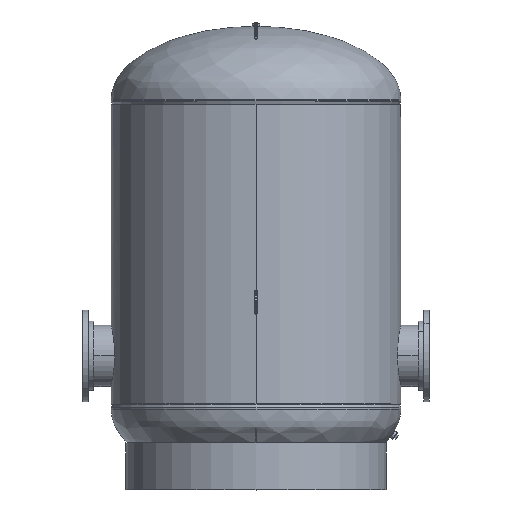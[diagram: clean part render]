
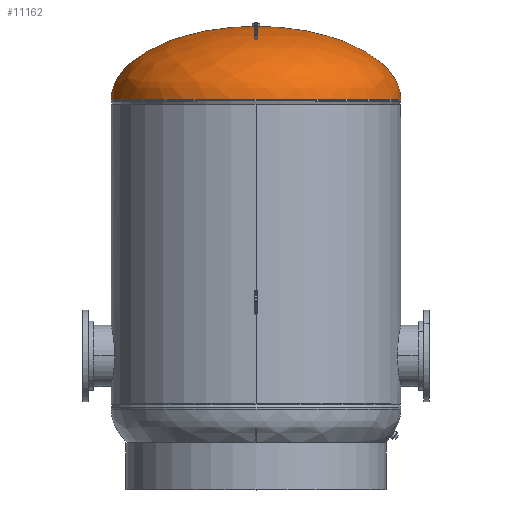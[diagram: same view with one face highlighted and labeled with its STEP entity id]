
A CAD part, top view. The second image highlights one B-rep face of the part: STEP entity #11162.
In plain terms, the highlighted free-form (B-spline) face has degree [3, 3] with [4, 4] control points.
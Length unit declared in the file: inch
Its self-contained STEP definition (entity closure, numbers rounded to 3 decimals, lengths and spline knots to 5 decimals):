
#183 = CARTESIAN_POINT ( 'NONE',  ( 17.90589, 16.06479, 0. ) ) ;
#280 = DIRECTION ( 'NONE',  ( 1., 0., 0. ) ) ;
#382 = CARTESIAN_POINT ( 'NONE',  ( -0.625, 16.24671, 0. ) ) ;
#639 = DIRECTION ( 'NONE',  ( 1., 0., 0. ) ) ;
#977 = ORIENTED_EDGE ( 'NONE', *, *, #2399, .F. ) ;
#1234 = CARTESIAN_POINT ( 'NONE',  ( 17.90589, 16.06479, 0. ) ) ;
#1430 = CARTESIAN_POINT ( 'NONE',  ( 30., 1.09375, 0. ) ) ;
#1688 = CARTESIAN_POINT ( 'NONE',  ( 0., 16.24671, 0. ) ) ;
#1833 = CARTESIAN_POINT ( 'NONE',  ( 0.625, 16.24671, 0. ) ) ;
#1849 = CIRCLE ( 'NONE', #10721, 0.625 ) ;
#2399 = EDGE_CURVE ( 'NONE', #8309, #11986, #4582, .T. ) ;
#2417 = CARTESIAN_POINT ( 'NONE',  ( 17.90589, 16.06479, 35.81179 ) ) ;
#2629 = EDGE_CURVE ( 'NONE', #7418, #3414, #6295, .T. ) ;
#3297 = CIRCLE ( 'NONE', #4351, 30. ) ;
#3414 = VERTEX_POINT ( 'NONE', #8606 ) ;
#3931 = DIRECTION ( 'NONE',  ( 0., 1., 0. ) ) ;
#4351 = AXIS2_PLACEMENT_3D ( 'NONE', #5307, #9351, #280 ) ;
#4398 = CARTESIAN_POINT ( 'NONE',  ( -17.90589, 16.06479, 0. ) ) ;
#4569 = CARTESIAN_POINT ( 'NONE',  ( -30., 9.8261, 0. ) ) ;
#4582 =( BOUNDED_CURVE ( )  B_SPLINE_CURVE ( 3, ( #5196, #183, #6926, #10971 ),
 .UNSPECIFIED., .F., .T. ) 
 B_SPLINE_CURVE_WITH_KNOTS ( ( 4, 4 ),
 ( 4.73322, 6.28319 ),
 .UNSPECIFIED. ) 
 CURVE ( )  GEOMETRIC_REPRESENTATION_ITEM ( )  RATIONAL_B_SPLINE_CURVE ( ( 1., 0.81, 0.81, 1. ) ) 
 REPRESENTATION_ITEM ( '' )  );
#5196 = CARTESIAN_POINT ( 'NONE',  ( 0.625, 16.24671, 0. ) ) ;
#5241 = EDGE_CURVE ( 'NONE', #11986, #3414, #3297, .T. ) ;
#5270 = CARTESIAN_POINT ( 'NONE',  ( 30., 9.8261, 60. ) ) ;
#5307 = CARTESIAN_POINT ( 'NONE',  ( 0., 1.09375, 0. ) ) ;
#5330 = CARTESIAN_POINT ( 'NONE',  ( 0.625, 16.24671, 0. ) ) ;
#5467 = CARTESIAN_POINT ( 'NONE',  ( -30., 1.09375, 60. ) ) ;
#6295 =( BOUNDED_CURVE ( )  B_SPLINE_CURVE ( 3, ( #382, #8312, #4569, #7315 ),
 .UNSPECIFIED., .F., .T. ) 
 B_SPLINE_CURVE_WITH_KNOTS ( ( 4, 4 ),
 ( 4.73322, 6.28319 ),
 .UNSPECIFIED. ) 
 CURVE ( )  GEOMETRIC_REPRESENTATION_ITEM ( )  RATIONAL_B_SPLINE_CURVE ( ( 1., 0.81, 0.81, 1. ) ) 
 REPRESENTATION_ITEM ( '' )  );
#6398 = ORIENTED_EDGE ( 'NONE', *, *, #2629, .T. ) ;
#6528 = CARTESIAN_POINT ( 'NONE',  ( 30., 1.09375, 60. ) ) ;
#6706 = CIRCLE ( 'NONE', #12826, 0.625 ) ;
#6843 = DIRECTION ( 'NONE',  ( 0., 1., 0. ) ) ;
#6926 = CARTESIAN_POINT ( 'NONE',  ( 30., 9.8261, 0. ) ) ;
#7029 = EDGE_CURVE ( 'NONE', #7418, #9748, #1849, .T. ) ;
#7066 = EDGE_CURVE ( 'NONE', #9748, #8309, #6706, .T. ) ;
#7315 = CARTESIAN_POINT ( 'NONE',  ( -30., 1.09375, 0. ) ) ;
#7318 = CARTESIAN_POINT ( 'NONE',  ( -0.625, 16.24671, 1.25 ) ) ;
#7418 = VERTEX_POINT ( 'NONE', #11163 ) ;
#7634 = ORIENTED_EDGE ( 'NONE', *, *, #7066, .F. ) ;
#7775 = DIRECTION ( 'NONE',  ( 1., 0., 0. ) ) ;
#8238 =( BOUNDED_SURFACE ( )  B_SPLINE_SURFACE ( 3, 3, ( 
 ( #5330, #8450, #7318, #11493 ),
 ( #1234, #2417, #11298, #4398 ),
 ( #11554, #5270, #8379, #10423 ),
 ( #1430, #6528, #5467, #9374 ) ),
 .UNSPECIFIED., .F., .F., .F. ) 
 B_SPLINE_SURFACE_WITH_KNOTS ( ( 4, 4 ),
 ( 4, 4 ),
 ( 0., 1. ),
 ( 0., 1. ),
 .UNSPECIFIED. ) 
 GEOMETRIC_REPRESENTATION_ITEM ( )  RATIONAL_B_SPLINE_SURFACE ( (
 ( 1., 0.333, 0.333, 1.),
 ( 0.81, 0.27, 0.27, 0.81),
 ( 0.81, 0.27, 0.27, 0.81),
 ( 1., 0.333, 0.333, 1.) ) ) 
 REPRESENTATION_ITEM ( '' )  SURFACE ( )  );
#8309 = VERTEX_POINT ( 'NONE', #1833 ) ;
#8312 = CARTESIAN_POINT ( 'NONE',  ( -17.90589, 16.06479, 0. ) ) ;
#8379 = CARTESIAN_POINT ( 'NONE',  ( -30., 9.8261, 60. ) ) ;
#8450 = CARTESIAN_POINT ( 'NONE',  ( 0.625, 16.24671, 1.25 ) ) ;
#8606 = CARTESIAN_POINT ( 'NONE',  ( -30., 1.09375, 0. ) ) ;
#9351 = DIRECTION ( 'NONE',  ( 0., -1., 0. ) ) ;
#9374 = CARTESIAN_POINT ( 'NONE',  ( -30., 1.09375, 0. ) ) ;
#9748 = VERTEX_POINT ( 'NONE', #10874 ) ;
#9753 = EDGE_LOOP ( 'NONE', ( #13013, #6398, #11668, #977, #7634 ) ) ;
#10423 = CARTESIAN_POINT ( 'NONE',  ( -30., 9.8261, 0. ) ) ;
#10543 = CARTESIAN_POINT ( 'NONE',  ( 30., 1.09375, 0. ) ) ;
#10721 = AXIS2_PLACEMENT_3D ( 'NONE', #1688, #6843, #639 ) ;
#10874 = CARTESIAN_POINT ( 'NONE',  ( 0., 16.24671, 0.625 ) ) ;
#10971 = CARTESIAN_POINT ( 'NONE',  ( 30., 1.09375, 0. ) ) ;
#11162 = ADVANCED_FACE ( 'NONE', ( #12531 ), #8238, .F. ) ;
#11163 = CARTESIAN_POINT ( 'NONE',  ( -0.625, 16.24671, 0. ) ) ;
#11298 = CARTESIAN_POINT ( 'NONE',  ( -17.90589, 16.06479, 35.81179 ) ) ;
#11493 = CARTESIAN_POINT ( 'NONE',  ( -0.625, 16.24671, 0. ) ) ;
#11554 = CARTESIAN_POINT ( 'NONE',  ( 30., 9.8261, 0. ) ) ;
#11668 = ORIENTED_EDGE ( 'NONE', *, *, #5241, .F. ) ;
#11986 = VERTEX_POINT ( 'NONE', #10543 ) ;
#12531 = FACE_OUTER_BOUND ( 'NONE', #9753, .T. ) ;
#12731 = CARTESIAN_POINT ( 'NONE',  ( 0., 16.24671, 0. ) ) ;
#12826 = AXIS2_PLACEMENT_3D ( 'NONE', #12731, #3931, #7775 ) ;
#13013 = ORIENTED_EDGE ( 'NONE', *, *, #7029, .F. ) ;
